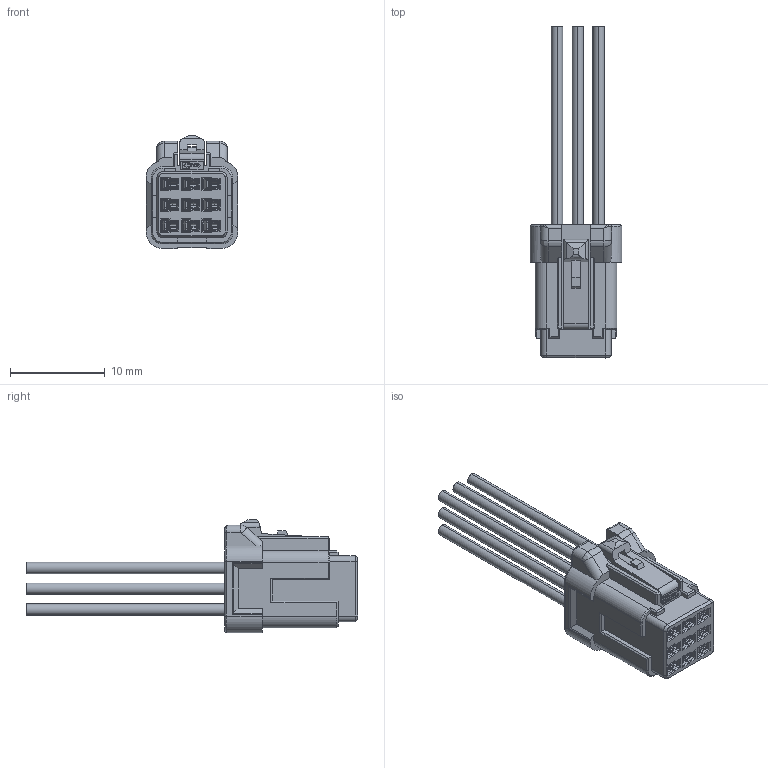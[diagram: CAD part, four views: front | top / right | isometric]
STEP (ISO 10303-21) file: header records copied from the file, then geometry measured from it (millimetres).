
FILE_DESCRIPTION((''),'2;1');
FILE_NAME('09PIN-M','2025-03-19T10:35:13',('NK210218'),(''),'CREO PARAMETRIC BY PTC INC, 2020053','CREO PARAMETRIC BY PTC INC, 2020053','');
FILE_SCHEMA(('CONFIG_CONTROL_DESIGN','SHAPE_APPEARANCE_LAYERS_GROUPS'));
Products named in the file (1): 09PIN-M
Bounding box: 9.7 x 35.05 x 11.95 mm (x, y, z)
Volume: 1028.5 mm3; surface area: 2978.1 mm2
Topology: 1 solids, 12 shells, 4734 faces, 12364 edges, 7780 vertices
Faces by surface type: plane 2179, cylinder 1297, bspline 535, torus 472, cone 204, sphere 38, extrusion 9
Entity records: 193001 total; most frequent: CARTESIAN_POINT 45064, ORIENTED_EDGE 24728, DIRECTION 23467, EDGE_CURVE 12364, AXIS2_PLACEMENT_3D 8111, VERTEX_POINT 7780, VECTOR 7245, LINE 7236
